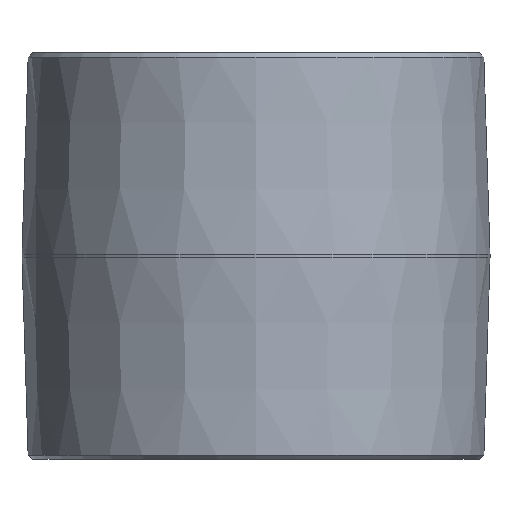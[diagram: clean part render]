
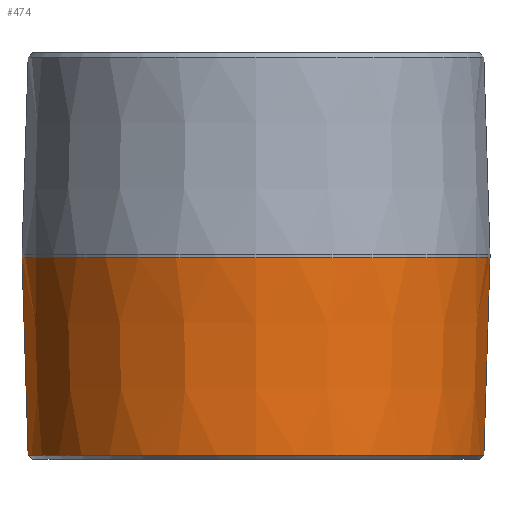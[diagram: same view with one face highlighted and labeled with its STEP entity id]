
A CAD part, front view. The second image highlights one B-rep face of the part: STEP entity #474.
In plain terms, the highlighted conical face has half-angle 1.78 degrees and reference radius 36.576 mm.
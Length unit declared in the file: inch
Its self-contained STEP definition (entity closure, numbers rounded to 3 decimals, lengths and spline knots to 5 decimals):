
#8 = VERTEX_POINT ( 'NONE', #197 ) ;
#10 = CARTESIAN_POINT ( 'NONE',  ( 0., 0., 1.24 ) ) ;
#11 = VERTEX_POINT ( 'NONE', #201 ) ;
#27 = EDGE_CURVE ( 'NONE', #233, #8, #362, .T. ) ;
#72 = CARTESIAN_POINT ( 'NONE',  ( 0., 0., 1.24 ) ) ;
#82 = EDGE_CURVE ( 'NONE', #8, #11, #210, .T. ) ;
#88 = CARTESIAN_POINT ( 'NONE',  ( 1.40224, 0., 0.02499 ) ) ;
#103 = VECTOR ( 'NONE', #339, 39.37008 ) ;
#111 = DIRECTION ( 'NONE',  ( 0.031, 0., 1. ) ) ;
#197 = CARTESIAN_POINT ( 'NONE',  ( 1.44, 0., 1.24 ) ) ;
#201 = CARTESIAN_POINT ( 'NONE',  ( -1.44, 0., 1.24 ) ) ;
#210 = CIRCLE ( 'NONE', #277, 1.44 ) ;
#233 = VERTEX_POINT ( 'NONE', #88 ) ;
#240 = DIRECTION ( 'NONE',  ( 0., 0., -1. ) ) ;
#261 = CARTESIAN_POINT ( 'NONE',  ( -1.40224, 0., 0.02499 ) ) ;
#267 = ORIENTED_EDGE ( 'NONE', *, *, #27, .T. ) ;
#274 = CARTESIAN_POINT ( 'NONE',  ( 0., 0., 0.02499 ) ) ;
#277 = AXIS2_PLACEMENT_3D ( 'NONE', #72, #240, #412 ) ;
#299 = CARTESIAN_POINT ( 'NONE',  ( -1.44, 0., 1.24 ) ) ;
#314 = DIRECTION ( 'NONE',  ( 0., 0., 1. ) ) ;
#323 = EDGE_CURVE ( 'NONE', #439, #11, #479, .T. ) ;
#329 = CIRCLE ( 'NONE', #406, 1.40224 ) ;
#339 = DIRECTION ( 'NONE',  ( -0.031, 0., 1. ) ) ;
#350 = ORIENTED_EDGE ( 'NONE', *, *, #403, .T. ) ;
#353 = EDGE_LOOP ( 'NONE', ( #481, #350, #267, #528 ) ) ;
#362 = LINE ( 'NONE', #448, #534 ) ;
#388 = FACE_OUTER_BOUND ( 'NONE', #353, .T. ) ;
#403 = EDGE_CURVE ( 'NONE', #439, #233, #329, .T. ) ;
#406 = AXIS2_PLACEMENT_3D ( 'NONE', #274, #527, #514 ) ;
#412 = DIRECTION ( 'NONE',  ( -1., 0., 0. ) ) ;
#422 = AXIS2_PLACEMENT_3D ( 'NONE', #10, #314, #483 ) ;
#439 = VERTEX_POINT ( 'NONE', #261 ) ;
#442 = CONICAL_SURFACE ( 'NONE', #422, 1.44, 0.031 ) ;
#448 = CARTESIAN_POINT ( 'NONE',  ( 1.44, 0., 1.24 ) ) ;
#474 = ADVANCED_FACE ( 'NONE', ( #388 ), #442, .T. ) ;
#479 = LINE ( 'NONE', #299, #103 ) ;
#481 = ORIENTED_EDGE ( 'NONE', *, *, #323, .F. ) ;
#483 = DIRECTION ( 'NONE',  ( 1., 0., 0. ) ) ;
#514 = DIRECTION ( 'NONE',  ( -1., 0., 0. ) ) ;
#527 = DIRECTION ( 'NONE',  ( 0., 0., 1. ) ) ;
#528 = ORIENTED_EDGE ( 'NONE', *, *, #82, .T. ) ;
#534 = VECTOR ( 'NONE', #111, 39.37008 ) ;
